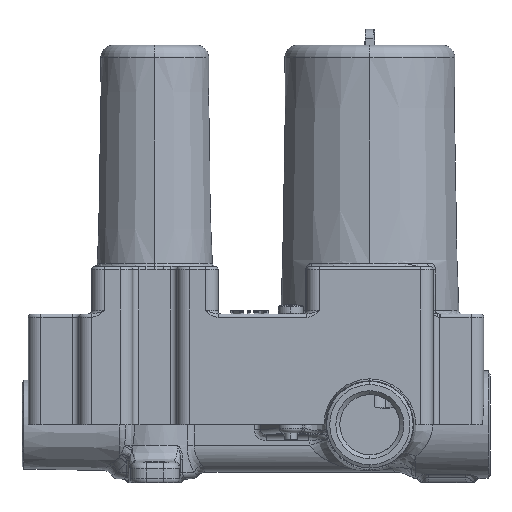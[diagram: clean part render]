
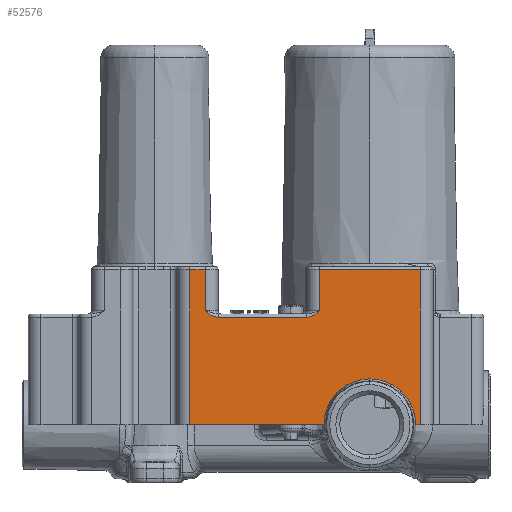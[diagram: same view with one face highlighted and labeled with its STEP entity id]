
A CAD part, left-side view. The second image highlights one B-rep face of the part: STEP entity #52576.
In plain terms, the highlighted planar face has unit normal (-1, 0, 0).
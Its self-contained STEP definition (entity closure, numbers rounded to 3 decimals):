
#5237=DIRECTION('',(0.,-1.,0.));
#5238=VECTOR('',#5237,42.5);
#5239=CARTESIAN_POINT('',(-31.,57.,0.));
#5240=LINE('',#5239,#5238);
#7129=DIRECTION('',(0.,-1.,0.));
#7130=VECTOR('',#7129,1.5);
#7131=CARTESIAN_POINT('',(-31.,-14.5,0.));
#7132=LINE('',#7131,#7130);
#7182=DIRECTION('',(0.,-1.,0.));
#7183=VECTOR('',#7182,5.);
#7184=CARTESIAN_POINT('',(-31.,57.,49.));
#7185=LINE('',#7184,#7183);
#7186=DIRECTION('',(0.,0.,-1.));
#7187=VECTOR('',#7186,13.);
#7188=CARTESIAN_POINT('',(-31.,52.,49.));
#7189=LINE('',#7188,#7187);
#7190=CARTESIAN_POINT('',(-31.,52.,36.));
#7191=CARTESIAN_POINT('',(-31.,51.833,35.864));
#7192=CARTESIAN_POINT('',(-31.,51.516,35.605));
#7193=CARTESIAN_POINT('',(-31.,51.076,35.263));
#7194=CARTESIAN_POINT('',(-31.,50.677,34.977));
#7195=CARTESIAN_POINT('',(-31.,50.316,34.744));
#7196=CARTESIAN_POINT('',(-31.,49.991,34.558));
#7197=CARTESIAN_POINT('',(-31.,49.693,34.409));
#7198=CARTESIAN_POINT('',(-31.,49.415,34.289));
#7199=CARTESIAN_POINT('',(-31.,49.152,34.193));
#7200=CARTESIAN_POINT('',(-31.,48.901,34.119));
#7201=CARTESIAN_POINT('',(-31.,48.661,34.064));
#7202=CARTESIAN_POINT('',(-31.,48.431,34.026));
#7203=CARTESIAN_POINT('',(-31.,48.21,34.005));
#7204=CARTESIAN_POINT('',(-31.,48.069,34.));
#7205=CARTESIAN_POINT('',(-31.,48.,34.));
#7207=DIRECTION('',(0.,-1.,0.));
#7208=VECTOR('',#7207,28.);
#7209=CARTESIAN_POINT('',(-31.,48.,34.));
#7210=LINE('',#7209,#7208);
#7211=CARTESIAN_POINT('',(-31.,20.,34.));
#7212=CARTESIAN_POINT('',(-31.,19.93,34.));
#7213=CARTESIAN_POINT('',(-31.,19.789,34.005));
#7214=CARTESIAN_POINT('',(-31.,19.568,34.026));
#7215=CARTESIAN_POINT('',(-31.,19.338,34.064));
#7216=CARTESIAN_POINT('',(-31.,19.098,34.119));
#7217=CARTESIAN_POINT('',(-31.,18.847,34.193));
#7218=CARTESIAN_POINT('',(-31.,18.583,34.289));
#7219=CARTESIAN_POINT('',(-31.,18.304,34.41));
#7220=CARTESIAN_POINT('',(-31.,18.006,34.559));
#7221=CARTESIAN_POINT('',(-31.,17.682,34.745));
#7222=CARTESIAN_POINT('',(-31.,17.322,34.978));
#7223=CARTESIAN_POINT('',(-31.,16.924,35.263));
#7224=CARTESIAN_POINT('',(-31.,16.484,35.605));
#7225=CARTESIAN_POINT('',(-31.,16.167,35.864));
#7226=CARTESIAN_POINT('',(-31.,16.,36.));
#7228=DIRECTION('',(0.,0.,-1.));
#7229=VECTOR('',#7228,13.);
#7230=CARTESIAN_POINT('',(-31.,16.,49.));
#7231=LINE('',#7230,#7229);
#7232=DIRECTION('',(0.,-1.,0.));
#7233=VECTOR('',#7232,32.);
#7234=CARTESIAN_POINT('',(-31.,16.,49.));
#7235=LINE('',#7234,#7233);
#7236=DIRECTION('',(0.,0.,-1.));
#7237=VECTOR('',#7236,49.);
#7238=CARTESIAN_POINT('',(-31.,-16.,49.));
#7239=LINE('',#7238,#7237);
#7240=CARTESIAN_POINT('',(-31.,0.,0.));
#7241=DIRECTION('',(1.,0.,0.));
#7242=DIRECTION('',(0.,1.,0.));
#7243=AXIS2_PLACEMENT_3D('',#7240,#7241,#7242);
#7245=DIRECTION('',(0.,0.,-1.));
#7246=VECTOR('',#7245,49.);
#7247=CARTESIAN_POINT('',(-31.,57.,49.));
#7248=LINE('',#7247,#7246);
#40060=CARTESIAN_POINT('',(-31.,57.,0.));
#40062=VERTEX_POINT('',#40060);
#40085=CARTESIAN_POINT('',(-31.,-16.,0.));
#40087=VERTEX_POINT('',#40085);
#40216=CARTESIAN_POINT('',(-31.,14.5,0.));
#40218=VERTEX_POINT('',#40216);
#40224=CARTESIAN_POINT('',(-31.,-14.5,0.));
#40226=VERTEX_POINT('',#40224);
#40590=CARTESIAN_POINT('',(-31.,-16.,49.));
#40592=VERTEX_POINT('',#40590);
#40596=CARTESIAN_POINT('',(-31.,16.,49.));
#40597=VERTEX_POINT('',#40596);
#40724=CARTESIAN_POINT('',(-31.,57.,49.));
#40725=VERTEX_POINT('',#40724);
#40728=CARTESIAN_POINT('',(-31.,52.,49.));
#40729=VERTEX_POINT('',#40728);
#40790=CARTESIAN_POINT('',(-31.,52.,36.));
#40791=VERTEX_POINT('',#40790);
#40977=VERTEX_POINT('',#7211);
#40978=VERTEX_POINT('',#7226);
#40982=CARTESIAN_POINT('',(-31.,48.,34.));
#40983=VERTEX_POINT('',#40982);
#52548=CARTESIAN_POINT('',(-31.,92.,0.));
#52549=DIRECTION('',(-1.,0.,0.));
#52550=DIRECTION('',(0.,-1.,0.));
#52551=AXIS2_PLACEMENT_3D('',#52548,#52549,#52550);
#52552=PLANE('',#52551);
#52554=ORIENTED_EDGE('',*,*,#52553,.T.);
#52556=ORIENTED_EDGE('',*,*,#52555,.T.);
#52558=ORIENTED_EDGE('',*,*,#52557,.T.);
#52560=ORIENTED_EDGE('',*,*,#52559,.T.);
#52562=ORIENTED_EDGE('',*,*,#52561,.T.);
#52564=ORIENTED_EDGE('',*,*,#52563,.F.);
#52566=ORIENTED_EDGE('',*,*,#52565,.T.);
#52568=ORIENTED_EDGE('',*,*,#52567,.T.);
#52569=ORIENTED_EDGE('',*,*,#52493,.F.);
#52570=ORIENTED_EDGE('',*,*,#52532,.F.);
#52571=ORIENTED_EDGE('',*,*,#50398,.F.);
#52573=ORIENTED_EDGE('',*,*,#52572,.F.);
#52574=EDGE_LOOP('',(#52554,#52556,#52558,#52560,#52562,#52564,#52566,#52568,
#52569,#52570,#52571,#52573));
#52575=FACE_OUTER_BOUND('',#52574,.F.);
#52576=ADVANCED_FACE('',(#52575),#52552,.T.);
#7206=B_SPLINE_CURVE_WITH_KNOTS('',3,(#7190,#7191,#7192,#7193,#7194,#7195,#7196,
#7197,#7198,#7199,#7200,#7201,#7202,#7203,#7204,#7205),.UNSPECIFIED.,.F.,.F.,(4,
1,1,1,1,1,1,1,1,1,1,1,1,4),(0.,0.077,0.154,
0.231,0.308,0.385,0.462,
0.538,0.615,0.692,0.769,
0.846,0.923,1.),.UNSPECIFIED.);
#7227=B_SPLINE_CURVE_WITH_KNOTS('',3,(#7211,#7212,#7213,#7214,#7215,#7216,#7217,
#7218,#7219,#7220,#7221,#7222,#7223,#7224,#7225,#7226),.UNSPECIFIED.,.F.,.F.,(4,
1,1,1,1,1,1,1,1,1,1,1,1,4),(0.,0.077,0.154,
0.231,0.308,0.385,0.462,
0.538,0.615,0.692,0.769,
0.846,0.923,1.),.UNSPECIFIED.);
#7244=CIRCLE('',#7243,14.5);
#50398=EDGE_CURVE('',#40062,#40218,#5240,.T.);
#52493=EDGE_CURVE('',#40226,#40087,#7132,.T.);
#52532=EDGE_CURVE('',#40218,#40226,#7244,.T.);
#52553=EDGE_CURVE('',#40725,#40729,#7185,.T.);
#52555=EDGE_CURVE('',#40729,#40791,#7189,.T.);
#52557=EDGE_CURVE('',#40791,#40983,#7206,.T.);
#52559=EDGE_CURVE('',#40983,#40977,#7210,.T.);
#52561=EDGE_CURVE('',#40977,#40978,#7227,.T.);
#52563=EDGE_CURVE('',#40597,#40978,#7231,.T.);
#52565=EDGE_CURVE('',#40597,#40592,#7235,.T.);
#52567=EDGE_CURVE('',#40592,#40087,#7239,.T.);
#52572=EDGE_CURVE('',#40725,#40062,#7248,.T.);
